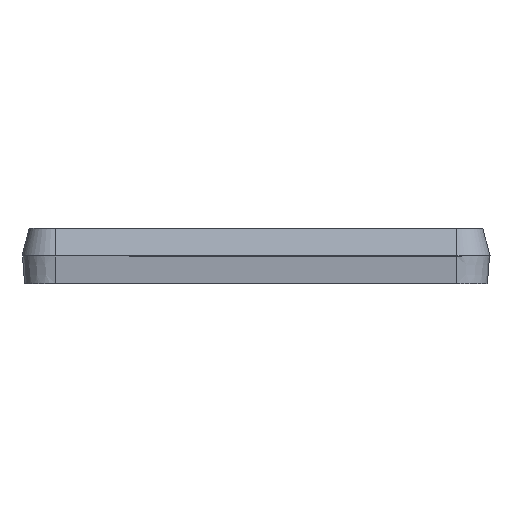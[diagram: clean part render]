
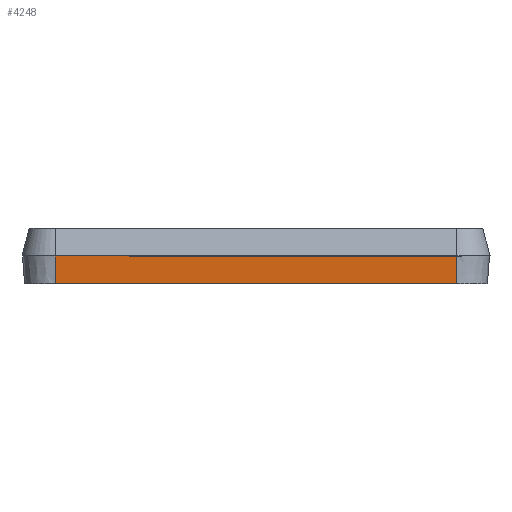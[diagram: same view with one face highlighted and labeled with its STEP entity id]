
A CAD part, left-side view. The second image highlights one B-rep face of the part: STEP entity #4248.
In plain terms, the highlighted planar face has unit normal (-0.998, 0, -0.07).
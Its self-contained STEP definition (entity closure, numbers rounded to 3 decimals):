
#191 = CARTESIAN_POINT ( 'NONE',  ( -41.9, -35.995, 5. ) ) ;
#666 = CARTESIAN_POINT ( 'NONE',  ( -41.55, -35.999, 0. ) ) ;
#702 = EDGE_LOOP ( 'NONE', ( #2903, #3803, #4006, #1663 ) ) ;
#826 = CARTESIAN_POINT ( 'NONE',  ( -41.55, 36., 0. ) ) ;
#1017 = B_SPLINE_CURVE_WITH_KNOTS ( 'NONE', 3,
 ( #1697, #1626, #3312, #5621 ),
 .UNSPECIFIED., .F., .F.,
 ( 4, 4 ),
 ( 0., 1. ),
 .UNSPECIFIED. ) ;
#1091 = FACE_OUTER_BOUND ( 'NONE', #702, .T. ) ;
#1190 = VERTEX_POINT ( 'NONE', #6699 ) ;
#1626 = CARTESIAN_POINT ( 'NONE',  ( -41.667, 36., 1.667 ) ) ;
#1663 = ORIENTED_EDGE ( 'NONE', *, *, #6860, .F. ) ;
#1697 = CARTESIAN_POINT ( 'NONE',  ( -41.55, 36., 0. ) ) ;
#2149 = CARTESIAN_POINT ( 'NONE',  ( -41.9, 12.001, 5. ) ) ;
#2168 = B_SPLINE_CURVE_WITH_KNOTS ( 'NONE', 3,
 ( #191, #2458, #5213, #666 ),
 .UNSPECIFIED., .F., .F.,
 ( 4, 4 ),
 ( 0., 1. ),
 .UNSPECIFIED. ) ;
#2458 = CARTESIAN_POINT ( 'NONE',  ( -41.783, -35.994, 3.333 ) ) ;
#2762 = DIRECTION ( 'NONE',  ( 0., -1., 0. ) ) ;
#2801 = CARTESIAN_POINT ( 'NONE',  ( -41.55, 36., 0. ) ) ;
#2903 = ORIENTED_EDGE ( 'NONE', *, *, #6657, .F. ) ;
#3158 = CARTESIAN_POINT ( 'NONE',  ( -41.55, 12., 0. ) ) ;
#3312 = CARTESIAN_POINT ( 'NONE',  ( -41.783, 36., 3.333 ) ) ;
#3391 = DIRECTION ( 'NONE',  ( 0.998, 0., 0.07 ) ) ;
#3803 = ORIENTED_EDGE ( 'NONE', *, *, #5536, .F. ) ;
#4006 = ORIENTED_EDGE ( 'NONE', *, *, #5851, .F. ) ;
#4248 = ADVANCED_FACE ( 'NONE', ( #1091 ), #5700, .F. ) ;
#4416 = CARTESIAN_POINT ( 'NONE',  ( -41.55, -35.999, 0. ) ) ;
#4440 = VERTEX_POINT ( 'NONE', #5650 ) ;
#4856 = VERTEX_POINT ( 'NONE', #4416 ) ;
#4914 = CARTESIAN_POINT ( 'NONE',  ( -41.55, -35.999, 0. ) ) ;
#5213 = CARTESIAN_POINT ( 'NONE',  ( -41.667, -35.996, 1.667 ) ) ;
#5358 = VERTEX_POINT ( 'NONE', #826 ) ;
#5508 = AXIS2_PLACEMENT_3D ( 'NONE', #2801, #3391, #2762 ) ;
#5536 = EDGE_CURVE ( 'NONE', #5358, #4440, #1017, .T. ) ;
#5563 = CARTESIAN_POINT ( 'NONE',  ( -41.9, 36., 5. ) ) ;
#5621 = CARTESIAN_POINT ( 'NONE',  ( -41.9, 36., 5. ) ) ;
#5650 = CARTESIAN_POINT ( 'NONE',  ( -41.9, 36., 5. ) ) ;
#5700 = PLANE ( 'NONE',  #5508 ) ;
#5851 = EDGE_CURVE ( 'NONE', #4856, #5358, #6068, .T. ) ;
#5945 = CARTESIAN_POINT ( 'NONE',  ( -41.55, 36., 0. ) ) ;
#6036 = CARTESIAN_POINT ( 'NONE',  ( -41.9, -11.999, 5. ) ) ;
#6068 = B_SPLINE_CURVE_WITH_KNOTS ( 'NONE', 3,
 ( #4914, #7158, #3158, #5945 ),
 .UNSPECIFIED., .F., .F.,
 ( 4, 4 ),
 ( 0., 1. ),
 .UNSPECIFIED. ) ;
#6657 = EDGE_CURVE ( 'NONE', #4440, #1190, #7107, .T. ) ;
#6699 = CARTESIAN_POINT ( 'NONE',  ( -41.9, -35.995, 5. ) ) ;
#6860 = EDGE_CURVE ( 'NONE', #1190, #4856, #2168, .T. ) ;
#7107 = B_SPLINE_CURVE_WITH_KNOTS ( 'NONE', 3,
 ( #5563, #2149, #6036, #7139 ),
 .UNSPECIFIED., .F., .F.,
 ( 4, 4 ),
 ( 0., 1. ),
 .UNSPECIFIED. ) ;
#7139 = CARTESIAN_POINT ( 'NONE',  ( -41.9, -35.995, 5. ) ) ;
#7158 = CARTESIAN_POINT ( 'NONE',  ( -41.55, -12., 0. ) ) ;
